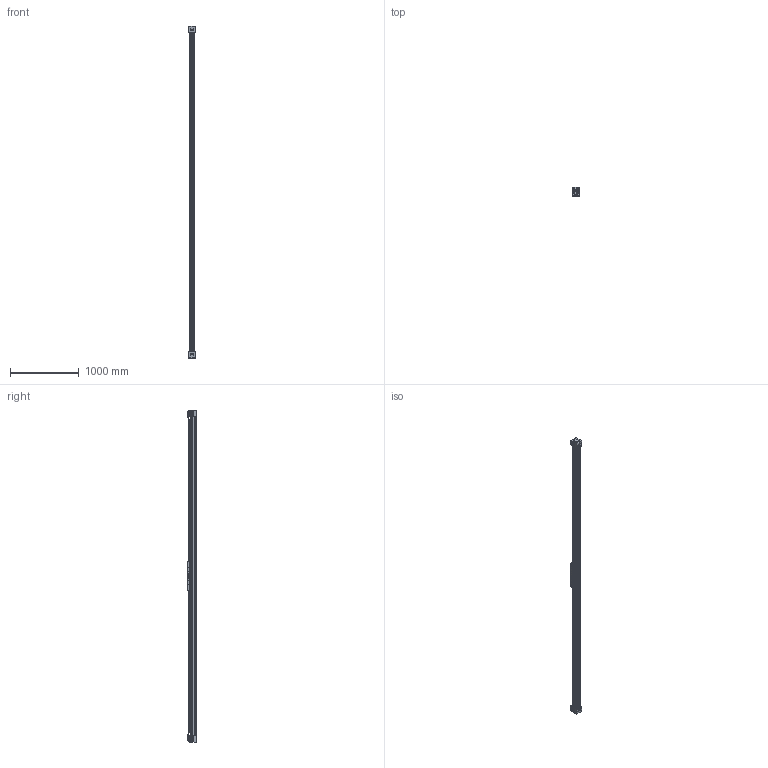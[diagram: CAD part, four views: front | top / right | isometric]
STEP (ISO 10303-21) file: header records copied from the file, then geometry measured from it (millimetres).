
FILE_DESCRIPTION (( 'STEP AP214' ), '1' );
FILE_NAME ('BLM80-4200-4824_Bondy.STEP', '2023-03-15T09:49:01', ( '' ), ( '' ), 'SwSTEP 2.0', 'SolidWorks 2023', '' );
FILE_SCHEMA (( 'AUTOMOTIVE_DESIGN' ));
Length unit declared in the file: millimetre
Products named in the file (1): BLM80-4200-4824_Bondy
Bounding box: 100 x 130 x 4824 mm (x, y, z)
Volume: 29775673.7 mm3; surface area: 4274461 mm2
Topology: 50 solids, 58 shells, 8157 faces, 23386 edges, 15446 vertices
Faces by surface type: plane 4763, cylinder 3066, torus 152, sphere 100, cone 52, bspline 24
Entity records: 361875 total; most frequent: CARTESIAN_POINT 53346, ORIENTED_EDGE 46164, DIRECTION 45812, EDGE_CURVE 23082, VECTOR 16048, LINE 16048, VERTEX_POINT 15254, AXIS2_PLACEMENT_3D 14882
